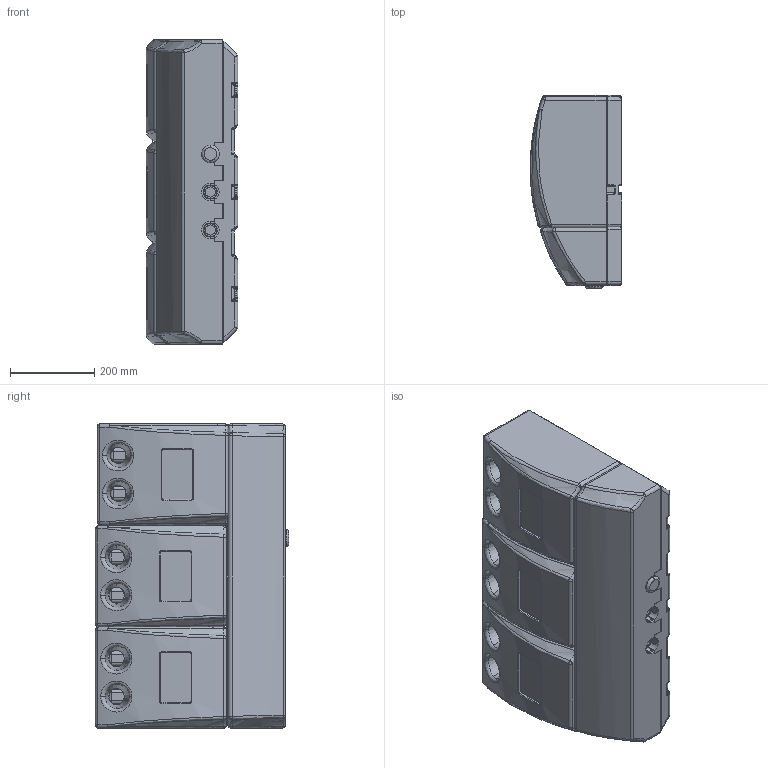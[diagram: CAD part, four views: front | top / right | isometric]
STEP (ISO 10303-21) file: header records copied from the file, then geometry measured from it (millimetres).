
FILE_DESCRIPTION (( 'STEP AP203' ), '1' );
FILE_NAME ('VB20-3 Gruppo.STEP', '2022-12-12T16:14:18', ( '' ), ( '' ), 'SwSTEP 2.0', 'SolidWorks 2021', '' );
FILE_SCHEMA (( 'CONFIG_CONTROL_DESIGN' ));
Products named in the file (1): VB20-3 Gruppo
Bounding box: 216.91 x 457.5 x 721 mm (x, y, z)
Surface area: 1563273.8 mm2 (no closed solid volume)
Topology: 0 solids, 45 shells, 1640 faces, 5308 edges, 3650 vertices
Faces by surface type: cylinder 612, plane 434, bspline 288, torus 158, sphere 94, cone 54
Entity records: 107962 total; most frequent: CARTESIAN_POINT 65594, ORIENTED_EDGE 8706, DIRECTION 7691, EDGE_CURVE 5277, VERTEX_POINT 3650, AXIS2_PLACEMENT_3D 2568, VECTOR 2555, LINE 2555
